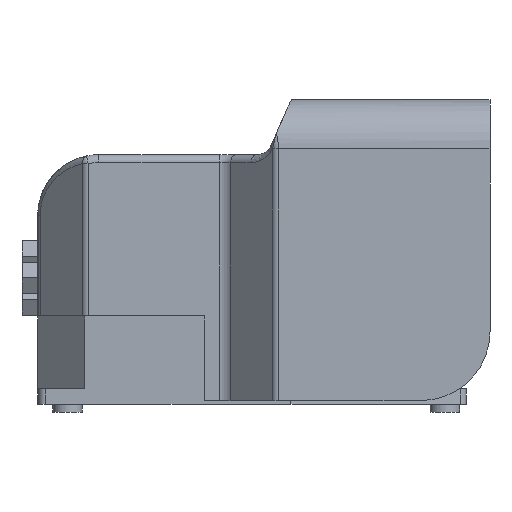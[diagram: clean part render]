
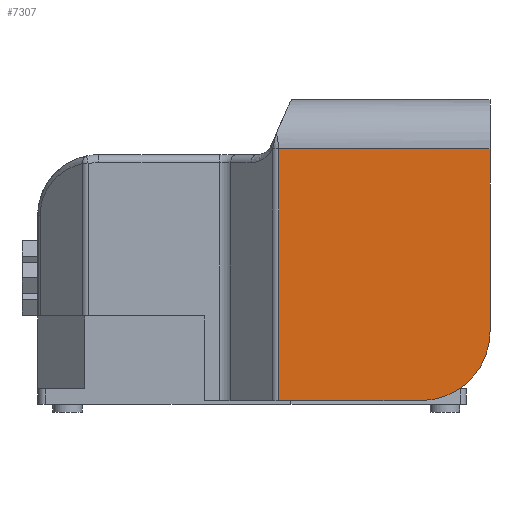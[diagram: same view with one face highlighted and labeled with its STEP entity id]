
A CAD part, front view. The second image highlights one B-rep face of the part: STEP entity #7307.
In plain terms, the highlighted planar face has unit normal (0, -1, 0).
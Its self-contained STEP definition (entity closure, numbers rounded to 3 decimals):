
#4863=CARTESIAN_POINT('',(80.0,-76.5,0.0));
#4864=VERTEX_POINT('',#4863);
#4871=CARTESIAN_POINT('',(7.446,-76.5,0.0));
#4872=VERTEX_POINT('',#4871);
#4873=CARTESIAN_POINT('',(7.446,-76.5,0.0));
#4874=DIRECTION('',(1.0,0.0,0.0));
#4875=VECTOR('',#4874,72.554);
#4876=LINE('',#4873,#4875);
#4877=EDGE_CURVE('',#4872,#4864,#4876,.T.);
#6144=CARTESIAN_POINT('',(115.0,-76.5,128.0));
#6145=VERTEX_POINT('',#6144);
#6153=CARTESIAN_POINT('',(115.0,-76.5,35.0));
#6154=VERTEX_POINT('',#6153);
#6155=CARTESIAN_POINT('',(115.0,-76.5,35.0));
#6156=DIRECTION('',(0.0,0.0,1.0));
#6157=VECTOR('',#6156,93.0);
#6158=LINE('',#6155,#6157);
#6159=EDGE_CURVE('',#6154,#6145,#6158,.T.);
#7125=CARTESIAN_POINT('',(7.446,-76.5,128.0));
#7126=VERTEX_POINT('',#7125);
#7158=CARTESIAN_POINT('',(7.446,-76.5,0.0));
#7159=DIRECTION('',(0.0,0.0,1.0));
#7160=VECTOR('',#7159,128.0);
#7161=LINE('',#7158,#7160);
#7162=EDGE_CURVE('',#4872,#7126,#7161,.T.);
#7235=CARTESIAN_POINT('',(80.0,-76.5,35.0));
#7236=DIRECTION('',(0.0,1.,0.0));
#7237=DIRECTION('',(0.707,0.0,-0.707));
#7238=AXIS2_PLACEMENT_3D('',#7235,#7236,#7237);
#7239=CIRCLE('',#7238,35.0);
#7240=EDGE_CURVE('',#6154,#4864,#7239,.T.);
#7282=CARTESIAN_POINT('',(7.446,-76.5,128.0));
#7283=DIRECTION('',(1.0,0.0,0.0));
#7284=VECTOR('',#7283,107.554);
#7285=LINE('',#7282,#7284);
#7286=EDGE_CURVE('',#7126,#6145,#7285,.T.);
#7295=CARTESIAN_POINT('',(115.0,-76.5,0.0));
#7296=DIRECTION('',(0.0,-1.0,0.0));
#7297=DIRECTION('',(0.0,0.0,-1.0));
#7298=AXIS2_PLACEMENT_3D('',#7295,#7296,#7297);
#7299=PLANE('',#7298);
#7300=ORIENTED_EDGE('',*,*,#7162,.F.);
#7301=ORIENTED_EDGE('',*,*,#4877,.T.);
#7302=ORIENTED_EDGE('',*,*,#7240,.F.);
#7303=ORIENTED_EDGE('',*,*,#6159,.T.);
#7304=ORIENTED_EDGE('',*,*,#7286,.F.);
#7305=EDGE_LOOP('',(#7300,#7301,#7302,#7303,#7304));
#7306=FACE_OUTER_BOUND('',#7305,.T.);
#7307=ADVANCED_FACE('',(#7306),#7299,.T.);
